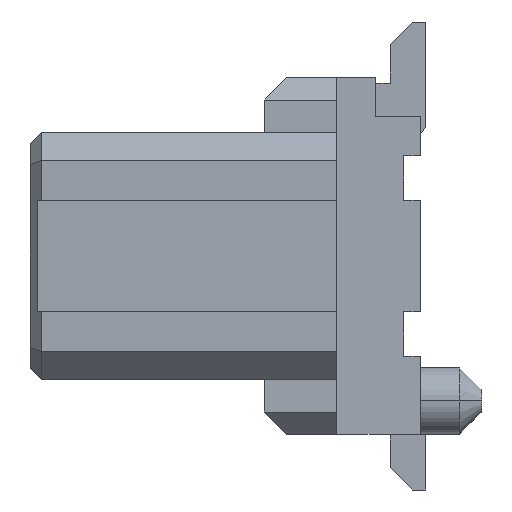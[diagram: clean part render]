
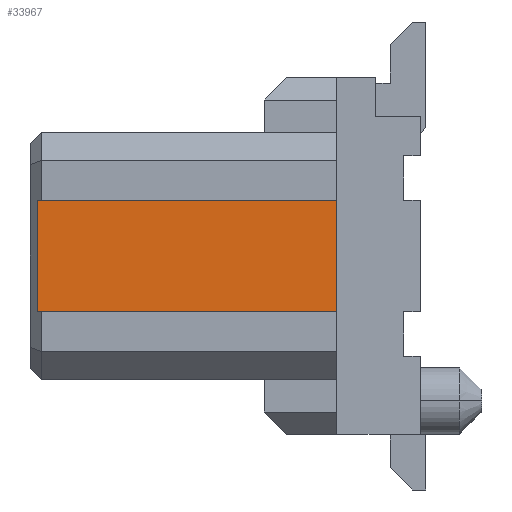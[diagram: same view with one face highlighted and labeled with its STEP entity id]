
A CAD part, left-side view. The second image highlights one B-rep face of the part: STEP entity #33967.
In plain terms, the highlighted planar face has unit normal (-1, 0, 0).
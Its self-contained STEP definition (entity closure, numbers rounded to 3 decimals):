
#2989=DIRECTION('',(0.,0.,-1.));
#2990=VECTOR('',#2989,1.);
#2991=CARTESIAN_POINT('',(-6.388,-1.375,0.5));
#2992=LINE('',#2991,#2990);
#11987=DIRECTION('',(0.,0.,-1.));
#11988=VECTOR('',#11987,1.);
#11989=CARTESIAN_POINT('',(-6.388,1.313,0.5));
#11990=LINE('',#11989,#11988);
#12027=DIRECTION('',(0.,-1.,0.));
#12028=VECTOR('',#12027,2.688);
#12029=CARTESIAN_POINT('',(-6.388,1.313,-0.5));
#12030=LINE('',#12029,#12028);
#12031=DIRECTION('',(0.,-1.,0.));
#12032=VECTOR('',#12031,2.688);
#12033=CARTESIAN_POINT('',(-6.388,1.313,0.5));
#12034=LINE('',#12033,#12032);
#12389=CARTESIAN_POINT('',(-6.388,-1.375,0.5));
#12390=CARTESIAN_POINT('',(-6.388,-1.375,-0.5));
#12391=VERTEX_POINT('',#12389);
#12392=VERTEX_POINT('',#12390);
#12401=CARTESIAN_POINT('',(-6.388,1.313,0.5));
#12402=VERTEX_POINT('',#12401);
#12403=CARTESIAN_POINT('',(-6.388,1.313,-0.5));
#12404=VERTEX_POINT('',#12403);
#33956=CARTESIAN_POINT('',(-6.388,1.375,0.5));
#33957=DIRECTION('',(1.,0.,0.));
#33958=DIRECTION('',(0.,0.,-1.));
#33959=AXIS2_PLACEMENT_3D('',#33956,#33957,#33958);
#33960=PLANE('',#33959);
#33961=ORIENTED_EDGE('',*,*,#33911,.T.);
#33962=ORIENTED_EDGE('',*,*,#19016,.T.);
#33963=ORIENTED_EDGE('',*,*,#33950,.F.);
#33964=ORIENTED_EDGE('',*,*,#33889,.F.);
#33965=EDGE_LOOP('',(#33961,#33962,#33963,#33964));
#33966=FACE_OUTER_BOUND('',#33965,.F.);
#33967=ADVANCED_FACE('',(#33966),#33960,.F.);
#19016=EDGE_CURVE('',#12391,#12392,#2992,.T.);
#33889=EDGE_CURVE('',#12402,#12404,#11990,.T.);
#33911=EDGE_CURVE('',#12402,#12391,#12034,.T.);
#33950=EDGE_CURVE('',#12404,#12392,#12030,.T.);
